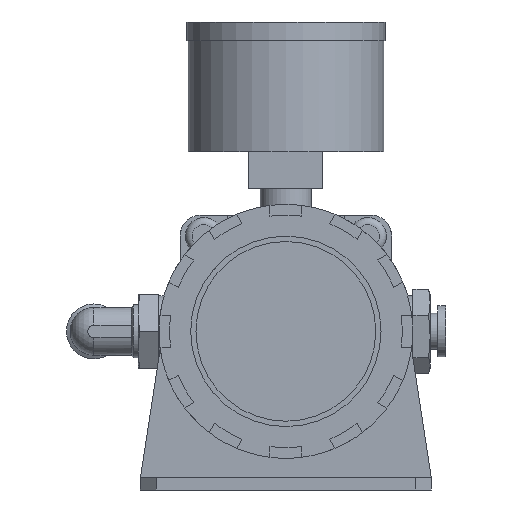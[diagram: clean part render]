
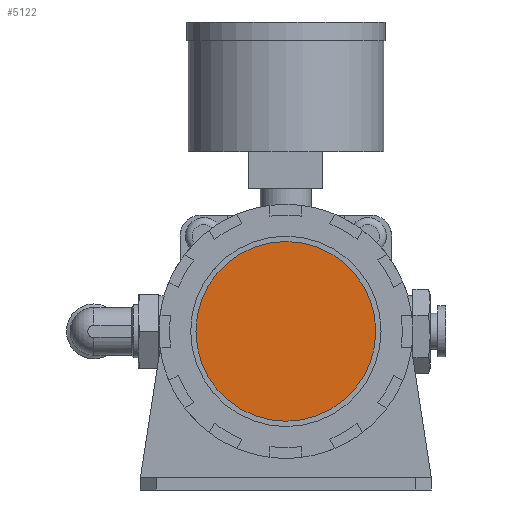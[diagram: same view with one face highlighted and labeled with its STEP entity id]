
A CAD part, front view. The second image highlights one B-rep face of the part: STEP entity #5122.
In plain terms, the highlighted planar face has unit normal (0, -1, 0).
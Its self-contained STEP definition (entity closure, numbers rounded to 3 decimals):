
#298=PLANE('',#5729);
#520=FACE_OUTER_BOUND('',#825,.T.);
#825=EDGE_LOOP('',(#4005));
#2075=CIRCLE('',#5730,17.);
#2428=VERTEX_POINT('',#8267);
#3008=EDGE_CURVE('',#2428,#2428,#2075,.T.);
#4005=ORIENTED_EDGE('',*,*,#3008,.T.);
#5122=ADVANCED_FACE('',(#520),#298,.F.);
#5729=AXIS2_PLACEMENT_3D('',#8266,#6669,#6670);
#5730=AXIS2_PLACEMENT_3D('',#8268,#6671,#6672);
#6669=DIRECTION('center_axis',(0.,1.,0.));
#6670=DIRECTION('ref_axis',(0.,0.,1.));
#6671=DIRECTION('center_axis',(0.,-1.,0.));
#6672=DIRECTION('ref_axis',(0.,0.,-1.));
#8266=CARTESIAN_POINT('Origin',(17.,-67.4,0.));
#8267=CARTESIAN_POINT('',(0.,-67.4,17.));
#8268=CARTESIAN_POINT('Origin',(0.,-67.4,0.));
